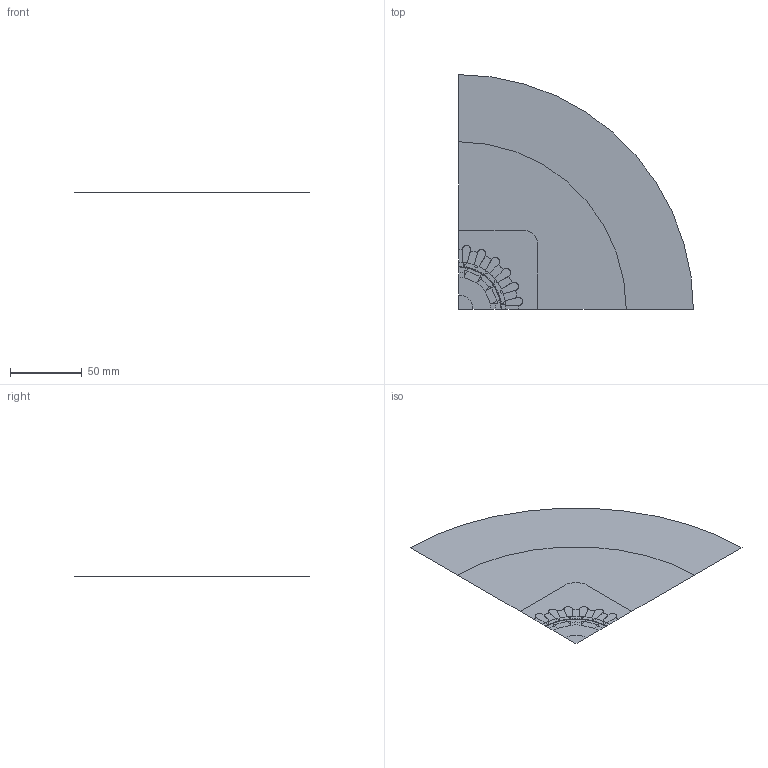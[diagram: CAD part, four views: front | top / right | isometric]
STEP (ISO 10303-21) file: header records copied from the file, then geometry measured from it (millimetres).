
FILE_DESCRIPTION(('STEP AP203'),'1');
FILE_NAME('test1.STEP','2020-10-24T05:53:50',(' '),(' '),'Spatial InterOp 3D',' ',' ');
FILE_SCHEMA(('CONFIG_CONTROL_DESIGN'));
Length unit declared in the file: metre
Products named in the file (1): 1
Bounding box: 163.34 x 163.34 x 0 mm (x, y, z)
Surface area: 20954.8 mm2 (no closed solid volume)
Topology: 0 solids, 47 shells, 47 faces, 343 edges, 343 vertices
Faces by surface type: plane 47
Entity records: 3491 total; most frequent: CARTESIAN_POINT 755, DIRECTION 632, ORIENTED_EDGE 343, EDGE_CURVE 343, VERTEX_POINT 343, AXIS2_PLACEMENT_3D 220, LINE 192, VECTOR 192
